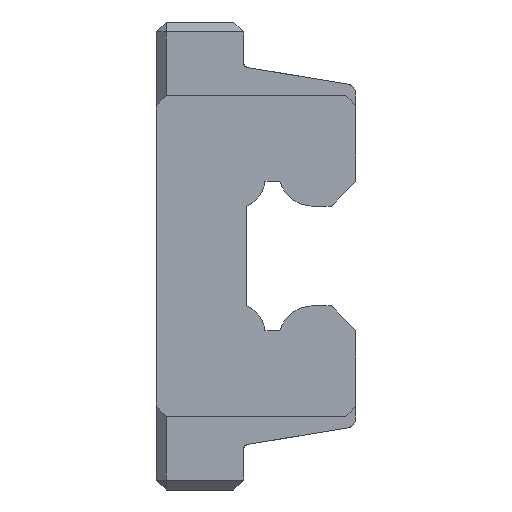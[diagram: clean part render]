
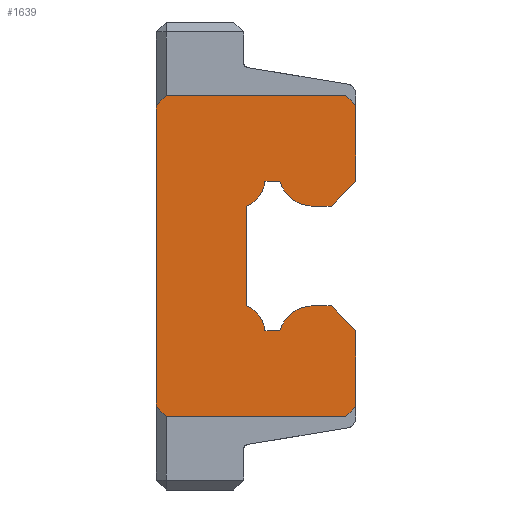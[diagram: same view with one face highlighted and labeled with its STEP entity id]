
A CAD part, left-side view. The second image highlights one B-rep face of the part: STEP entity #1639.
In plain terms, the highlighted planar face has unit normal (-1, 0, 0).
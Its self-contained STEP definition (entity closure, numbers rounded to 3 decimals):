
#62=CIRCLE('',#1678,3.);
#64=CIRCLE('',#1682,3.5);
#68=CIRCLE('',#1690,3.5);
#69=CIRCLE('',#1693,3.);
#161=FACE_OUTER_BOUND('',#253,.T.);
#253=EDGE_LOOP('',(#1426,#1427,#1428,#1429,#1430,#1431,#1432,#1433,#1434,
#1435,#1436,#1437,#1438,#1439,#1440,#1441,#1442,#1443,#1444,#1445,#1446,
#1447));
#277=LINE('',#2246,#463);
#285=LINE('',#2266,#471);
#294=LINE('',#2287,#480);
#302=LINE('',#2303,#488);
#308=LINE('',#2320,#494);
#312=LINE('',#2331,#498);
#320=LINE('',#2346,#506);
#335=LINE('',#2382,#521);
#338=LINE('',#2389,#524);
#339=LINE('',#2393,#525);
#342=LINE('',#2397,#528);
#343=LINE('',#2400,#529);
#349=LINE('',#2412,#535);
#354=LINE('',#2421,#540);
#367=LINE('',#2446,#553);
#382=LINE('',#2481,#568);
#390=LINE('',#2497,#576);
#410=LINE('',#2535,#596);
#463=VECTOR('',#1807,10.);
#471=VECTOR('',#1823,10.);
#480=VECTOR('',#1840,10.);
#488=VECTOR('',#1854,10.);
#494=VECTOR('',#1868,10.);
#498=VECTOR('',#1880,10.);
#506=VECTOR('',#1890,10.);
#521=VECTOR('',#1917,10.);
#524=VECTOR('',#1926,10.);
#525=VECTOR('',#1929,10.);
#528=VECTOR('',#1934,10.);
#529=VECTOR('',#1937,10.);
#535=VECTOR('',#1945,10.);
#540=VECTOR('',#1952,10.);
#553=VECTOR('',#1977,10.);
#568=VECTOR('',#2016,10.);
#576=VECTOR('',#2030,10.);
#596=VECTOR('',#2070,10.);
#648=VERTEX_POINT('',#2243);
#649=VERTEX_POINT('',#2245);
#657=VERTEX_POINT('',#2265);
#665=VERTEX_POINT('',#2285);
#669=VERTEX_POINT('',#2301);
#670=VERTEX_POINT('',#2302);
#673=VERTEX_POINT('',#2310);
#674=VERTEX_POINT('',#2311);
#677=VERTEX_POINT('',#2319);
#679=VERTEX_POINT('',#2325);
#686=VERTEX_POINT('',#2344);
#699=VERTEX_POINT('',#2375);
#700=VERTEX_POINT('',#2376);
#701=VERTEX_POINT('',#2381);
#702=VERTEX_POINT('',#2385);
#703=VERTEX_POINT('',#2391);
#704=VERTEX_POINT('',#2392);
#705=VERTEX_POINT('',#2399);
#710=VERTEX_POINT('',#2411);
#713=VERTEX_POINT('',#2419);
#727=VERTEX_POINT('',#2480);
#732=VERTEX_POINT('',#2495);
#793=EDGE_CURVE('',#649,#648,#277,.T.);
#803=EDGE_CURVE('',#657,#649,#285,.T.);
#814=EDGE_CURVE('',#648,#665,#294,.T.);
#822=EDGE_CURVE('',#669,#670,#302,.T.);
#826=EDGE_CURVE('',#673,#674,#62,.T.);
#830=EDGE_CURVE('',#674,#677,#308,.T.);
#833=EDGE_CURVE('',#677,#679,#64,.T.);
#836=EDGE_CURVE('',#679,#669,#312,.T.);
#844=EDGE_CURVE('',#686,#670,#320,.T.);
#859=EDGE_CURVE('',#699,#700,#68,.T.);
#862=EDGE_CURVE('',#700,#701,#335,.T.);
#864=EDGE_CURVE('',#701,#702,#69,.T.);
#866=EDGE_CURVE('',#702,#673,#338,.T.);
#867=EDGE_CURVE('',#703,#704,#339,.T.);
#870=EDGE_CURVE('',#704,#699,#342,.T.);
#871=EDGE_CURVE('',#703,#705,#343,.T.);
#877=EDGE_CURVE('',#710,#686,#349,.T.);
#882=EDGE_CURVE('',#713,#710,#354,.T.);
#895=EDGE_CURVE('',#657,#713,#367,.T.);
#912=EDGE_CURVE('',#705,#727,#382,.T.);
#920=EDGE_CURVE('',#732,#665,#390,.T.);
#940=EDGE_CURVE('',#732,#727,#410,.T.);
#1426=ORIENTED_EDGE('',*,*,#822,.T.);
#1427=ORIENTED_EDGE('',*,*,#844,.F.);
#1428=ORIENTED_EDGE('',*,*,#877,.F.);
#1429=ORIENTED_EDGE('',*,*,#882,.F.);
#1430=ORIENTED_EDGE('',*,*,#895,.F.);
#1431=ORIENTED_EDGE('',*,*,#803,.T.);
#1432=ORIENTED_EDGE('',*,*,#793,.T.);
#1433=ORIENTED_EDGE('',*,*,#814,.T.);
#1434=ORIENTED_EDGE('',*,*,#920,.F.);
#1435=ORIENTED_EDGE('',*,*,#940,.T.);
#1436=ORIENTED_EDGE('',*,*,#912,.F.);
#1437=ORIENTED_EDGE('',*,*,#871,.F.);
#1438=ORIENTED_EDGE('',*,*,#867,.T.);
#1439=ORIENTED_EDGE('',*,*,#870,.T.);
#1440=ORIENTED_EDGE('',*,*,#859,.T.);
#1441=ORIENTED_EDGE('',*,*,#862,.T.);
#1442=ORIENTED_EDGE('',*,*,#864,.T.);
#1443=ORIENTED_EDGE('',*,*,#866,.T.);
#1444=ORIENTED_EDGE('',*,*,#826,.T.);
#1445=ORIENTED_EDGE('',*,*,#830,.T.);
#1446=ORIENTED_EDGE('',*,*,#833,.T.);
#1447=ORIENTED_EDGE('',*,*,#836,.T.);
#1543=PLANE('',#1773);
#1639=ADVANCED_FACE('',(#161),#1543,.T.);
#1678=AXIS2_PLACEMENT_3D('',#2312,#1860,#1861);
#1682=AXIS2_PLACEMENT_3D('',#2326,#1873,#1874);
#1690=AXIS2_PLACEMENT_3D('',#2377,#1911,#1912);
#1693=AXIS2_PLACEMENT_3D('',#2386,#1921,#1922);
#1773=AXIS2_PLACEMENT_3D('',#2844,#2184,#2185);
#1807=DIRECTION('',(0.,0.,-1.));
#1823=DIRECTION('',(0.,0.,-1.));
#1840=DIRECTION('',(0.,0.,-1.));
#1854=DIRECTION('',(0.,-0.7,0.714));
#1860=DIRECTION('center_axis',(-1.,0.,0.));
#1861=DIRECTION('ref_axis',(0.,-0.363,-0.932));
#1868=DIRECTION('',(0.,-1.,0.));
#1873=DIRECTION('center_axis',(-1.,0.,0.));
#1874=DIRECTION('ref_axis',(0.,0.958,-0.286));
#1880=DIRECTION('',(0.,-1.,0.));
#1890=DIRECTION('',(0.,0.,-1.));
#1911=DIRECTION('center_axis',(-1.,0.,0.));
#1912=DIRECTION('ref_axis',(0.,0.958,0.286));
#1917=DIRECTION('',(0.,1.,0.));
#1921=DIRECTION('center_axis',(-1.,0.,0.));
#1922=DIRECTION('ref_axis',(0.,-0.363,0.932));
#1926=DIRECTION('',(0.,0.,1.));
#1929=DIRECTION('',(0.,0.7,0.714));
#1934=DIRECTION('',(0.,1.,0.));
#1937=DIRECTION('',(0.,0.,-1.));
#1945=DIRECTION('',(0.,-0.707,-0.707));
#1952=DIRECTION('',(0.,-1.,0.));
#1977=DIRECTION('',(0.,-0.707,0.707));
#2016=DIRECTION('',(0.,0.707,-0.707));
#2030=DIRECTION('',(0.,0.707,0.707));
#2070=DIRECTION('',(0.,-1.,0.));
#2184=DIRECTION('center_axis',(-1.,0.,0.));
#2185=DIRECTION('ref_axis',(0.,0.,-1.));
#2243=CARTESIAN_POINT('',(-29.5,0.,-14.625));
#2245=CARTESIAN_POINT('',(-29.5,0.,14.625));
#2246=CARTESIAN_POINT('',(-29.5,0.,16.125));
#2265=CARTESIAN_POINT('',(-29.5,0.,15.125));
#2266=CARTESIAN_POINT('',(-29.5,0.,16.125));
#2285=CARTESIAN_POINT('',(-29.5,0.,-15.125));
#2287=CARTESIAN_POINT('',(-29.5,0.,16.125));
#2301=CARTESIAN_POINT('',(-29.5,-17.551,5.));
#2302=CARTESIAN_POINT('',(-29.5,-20.,7.5));
#2303=CARTESIAN_POINT('',(-29.5,-17.258,4.701));
#2310=CARTESIAN_POINT('',(-29.5,-9.,5.));
#2311=CARTESIAN_POINT('',(-29.5,-10.896,7.5));
#2312=CARTESIAN_POINT('Origin',(-29.5,-7.911,7.795));
#2319=CARTESIAN_POINT('',(-29.5,-12.396,7.5));
#2320=CARTESIAN_POINT('',(-29.5,-6.198,7.5));
#2325=CARTESIAN_POINT('',(-29.5,-15.751,5.));
#2326=CARTESIAN_POINT('Origin',(-29.5,-15.751,8.5));
#2331=CARTESIAN_POINT('',(-29.5,-8.775,5.));
#2344=CARTESIAN_POINT('',(-29.5,-20.,15.125));
#2346=CARTESIAN_POINT('',(-29.5,-20.,16.125));
#2375=CARTESIAN_POINT('',(-29.5,-15.751,-5.));
#2376=CARTESIAN_POINT('',(-29.5,-12.396,-7.5));
#2377=CARTESIAN_POINT('Origin',(-29.5,-15.751,-8.5));
#2381=CARTESIAN_POINT('',(-29.5,-10.896,-7.5));
#2382=CARTESIAN_POINT('',(-29.5,-5.448,-7.5));
#2385=CARTESIAN_POINT('',(-29.5,-9.,-5.));
#2386=CARTESIAN_POINT('Origin',(-29.5,-7.911,-7.795));
#2389=CARTESIAN_POINT('',(-29.5,-9.,8.063));
#2391=CARTESIAN_POINT('',(-29.5,-20.,-7.5));
#2392=CARTESIAN_POINT('',(-29.5,-17.551,-5.));
#2393=CARTESIAN_POINT('',(-29.5,-7.972,4.776));
#2397=CARTESIAN_POINT('',(-29.5,-7.875,-5.));
#2399=CARTESIAN_POINT('',(-29.5,-20.,-15.125));
#2400=CARTESIAN_POINT('',(-29.5,-20.,16.125));
#2411=CARTESIAN_POINT('',(-29.5,-19.,16.125));
#2412=CARTESIAN_POINT('',(-29.5,-14.5,20.625));
#2419=CARTESIAN_POINT('',(-29.5,-1.,16.125));
#2421=CARTESIAN_POINT('',(-29.5,0.,16.125));
#2446=CARTESIAN_POINT('',(-29.5,-0.5,15.625));
#2480=CARTESIAN_POINT('',(-29.5,-19.,-16.125));
#2481=CARTESIAN_POINT('',(-29.5,-22.563,-12.563));
#2495=CARTESIAN_POINT('',(-29.5,-1.,-16.125));
#2497=CARTESIAN_POINT('',(-29.5,7.563,-7.562));
#2535=CARTESIAN_POINT('',(-29.5,0.,-16.125));
#2844=CARTESIAN_POINT('Origin',(-29.5,0.,16.125));
